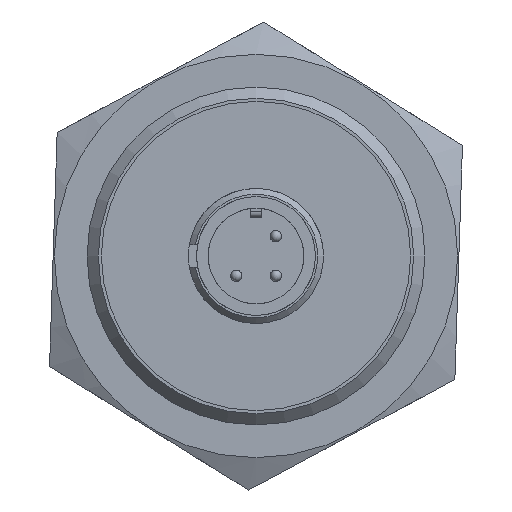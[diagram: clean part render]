
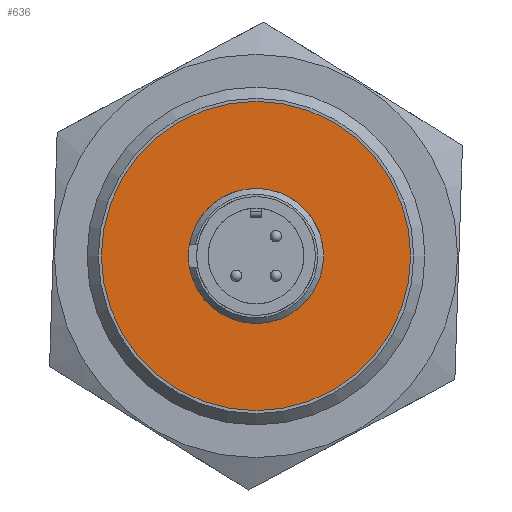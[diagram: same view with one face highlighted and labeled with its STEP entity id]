
A CAD part, left-side view. The second image highlights one B-rep face of the part: STEP entity #636.
In plain terms, the highlighted planar face has unit normal (-1, 0, 0).
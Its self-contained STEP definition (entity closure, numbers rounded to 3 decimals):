
#43 = VERTEX_POINT ( 'NONE', #2493 ) ;
#52 = VERTEX_POINT ( 'NONE', #2502 ) ;
#98 = FACE_OUTER_BOUND ( 'NONE', #2032, .T. ) ;
#100 = FACE_BOUND ( 'NONE', #2033, .T. ) ;
#385 = AXIS2_PLACEMENT_3D ( 'NONE', #2246, #2121, #2110 ) ;
#388 = CIRCLE ( 'NONE', #385, 13.729 ) ;
#396 = AXIS2_PLACEMENT_3D ( 'NONE', #2182, #2280, #2227 ) ;
#468 = CIRCLE ( 'NONE', #476, 5.45 ) ;
#476 = AXIS2_PLACEMENT_3D ( 'NONE', #1374, #1375, #1376 ) ;
#636 = ADVANCED_FACE ( 'NONE', ( #98, #100 ), #2189, .F. ) ;
#643 = EDGE_CURVE ( 'NONE', #43, #43, #388, .T. ) ;
#686 = EDGE_CURVE ( 'NONE', #52, #52, #468, .T. ) ;
#1374 = CARTESIAN_POINT ( 'NONE',  ( 0., 0., 0. ) ) ;
#1375 = DIRECTION ( 'NONE',  ( -1., 0., 0. ) ) ;
#1376 = DIRECTION ( 'NONE',  ( 0., 0., 1. ) ) ;
#1760 = ORIENTED_EDGE ( 'NONE', *, *, #686, .F. ) ;
#1773 = ORIENTED_EDGE ( 'NONE', *, *, #643, .T. ) ;
#2032 = EDGE_LOOP ( 'NONE', ( #1773 ) ) ;
#2033 = EDGE_LOOP ( 'NONE', ( #1760 ) ) ;
#2110 = DIRECTION ( 'NONE',  ( 0., 0., 1. ) ) ;
#2121 = DIRECTION ( 'NONE',  ( -1., 0., 0. ) ) ;
#2182 = CARTESIAN_POINT ( 'NONE',  ( 0., 0., 0. ) ) ;
#2189 = PLANE ( 'NONE',  #396 ) ;
#2227 = DIRECTION ( 'NONE',  ( 0., 0., -1. ) ) ;
#2246 = CARTESIAN_POINT ( 'NONE',  ( 0., 0., 0. ) ) ;
#2280 = DIRECTION ( 'NONE',  ( 1., 0., 0. ) ) ;
#2493 = CARTESIAN_POINT ( 'NONE',  ( 0., 0., 13.729 ) ) ;
#2502 = CARTESIAN_POINT ( 'NONE',  ( 0., 0., 5.45 ) ) ;
